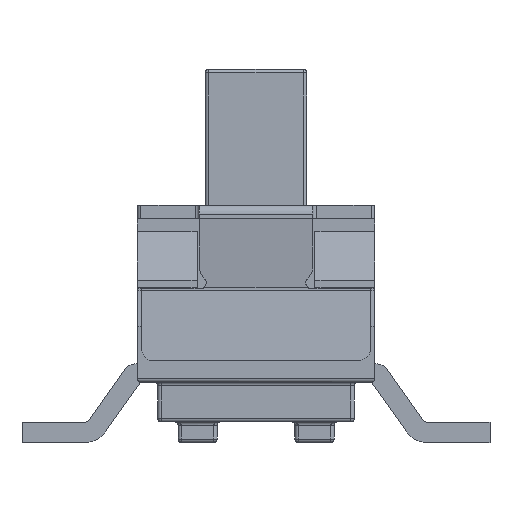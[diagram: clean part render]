
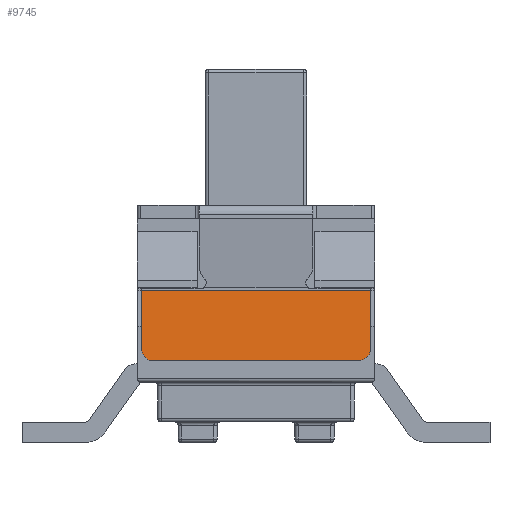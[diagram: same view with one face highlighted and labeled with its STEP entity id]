
A CAD part, left-side view. The second image highlights one B-rep face of the part: STEP entity #9745.
In plain terms, the highlighted planar face has unit normal (-0.995, 0, 0.1).
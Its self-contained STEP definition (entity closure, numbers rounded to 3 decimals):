
#149=ELLIPSE('',#10374,0.18,0.179);
#150=ELLIPSE('',#10375,0.18,0.179);
#1660=ORIENTED_EDGE('',*,*,#3298,.T.);
#1661=ORIENTED_EDGE('',*,*,#3299,.T.);
#1662=ORIENTED_EDGE('',*,*,#3300,.T.);
#1663=ORIENTED_EDGE('',*,*,#3301,.F.);
#1664=ORIENTED_EDGE('',*,*,#3302,.T.);
#1665=ORIENTED_EDGE('',*,*,#3303,.T.);
#3298=EDGE_CURVE('',#4130,#4134,#4728,.T.);
#3299=EDGE_CURVE('',#4134,#4135,#4729,.T.);
#3300=EDGE_CURVE('',#4135,#4136,#149,.F.);
#3301=EDGE_CURVE('',#4137,#4136,#4730,.T.);
#3302=EDGE_CURVE('',#4137,#4138,#150,.F.);
#3303=EDGE_CURVE('',#4138,#4130,#4731,.T.);
#4130=VERTEX_POINT('',#14302);
#4134=VERTEX_POINT('',#14317);
#4135=VERTEX_POINT('',#14321);
#4136=VERTEX_POINT('',#14323);
#4137=VERTEX_POINT('',#14325);
#4138=VERTEX_POINT('',#14327);
#4728=LINE('',#14318,#5416);
#4729=LINE('',#14320,#5417);
#4730=LINE('',#14324,#5418);
#4731=LINE('',#14328,#5419);
#5416=VECTOR('',#11919,1000.);
#5417=VECTOR('',#11922,1000.);
#5418=VECTOR('',#11925,1000.);
#5419=VECTOR('',#11928,1000.);
#5937=EDGE_LOOP('',(#1660,#1661,#1662,#1663,#1664,#1665));
#6343=FACE_BOUND('',#5937,.T.);
#6617=PLANE('',#10373);
#9745=ADVANCED_FACE('',(#6343),#6617,.F.);
#10373=AXIS2_PLACEMENT_3D('',#14319,#11920,#11921);
#10374=AXIS2_PLACEMENT_3D('',#14322,#11923,#11924);
#10375=AXIS2_PLACEMENT_3D('',#14326,#11926,#11927);
#11919=DIRECTION('',(0.,1.,0.));
#11920=DIRECTION('',(0.995,0.,-0.099));
#11921=DIRECTION('',(-0.099,0.,-0.995));
#11922=DIRECTION('',(-0.099,0.,-0.995));
#11923=DIRECTION('',(0.995,0.,-0.099));
#11924=DIRECTION('',(-0.099,0.,-0.995));
#11925=DIRECTION('',(0.,1.,0.));
#11926=DIRECTION('',(0.995,0.,-0.099));
#11927=DIRECTION('',(0.099,0.,0.995));
#11928=DIRECTION('',(0.099,0.,0.995));
#14302=CARTESIAN_POINT('',(-4.446,-1.69,-1.255));
#14317=CARTESIAN_POINT('',(-4.446,1.69,-1.255));
#14318=CARTESIAN_POINT('',(-4.446,0.825,-1.255));
#14319=CARTESIAN_POINT('',(-4.444,-8.507,-1.234));
#14320=CARTESIAN_POINT('',(-4.444,1.69,-1.234));
#14321=CARTESIAN_POINT('',(-4.532,1.69,-2.115));
#14322=CARTESIAN_POINT('',(-4.532,1.512,-2.115));
#14323=CARTESIAN_POINT('',(-4.55,1.512,-2.294));
#14324=CARTESIAN_POINT('',(-4.55,-8.068,-2.294));
#14325=CARTESIAN_POINT('',(-4.55,-1.512,-2.294));
#14326=CARTESIAN_POINT('',(-4.532,-1.512,-2.115));
#14327=CARTESIAN_POINT('',(-4.532,-1.69,-2.115));
#14328=CARTESIAN_POINT('',(-4.444,-1.69,-1.234));
